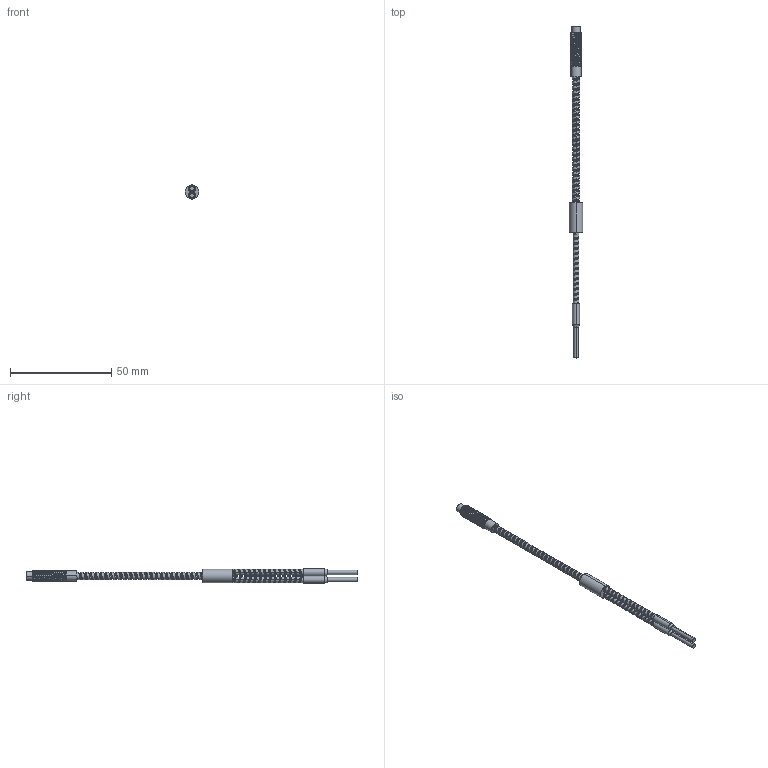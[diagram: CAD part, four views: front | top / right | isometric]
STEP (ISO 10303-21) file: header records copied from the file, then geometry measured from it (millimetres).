
FILE_DESCRIPTION((''),'2;1');
FILE_NAME('PG-620_ASM','2021-04-19T16:48:31',('Administrator'),(''),'CREO PARAMETRIC BY PTC INC, 2018400','CREO PARAMETRIC BY PTC INC, 2018400','');
FILE_SCHEMA(('CONFIG_CONTROL_DESIGN'));
Length unit declared in the file: millimetre
Products named in the file (3): PRT0001_; PRT0002_; PG-620_ASM
Assembly tree (2 placements, depth 2):
  PG-620_ASM
    PRT0001_
    PRT0002_
Bounding box: 6.8 x 164 x 7.1 mm (x, y, z)
Volume: 2344.1 mm3; surface area: 2940.9 mm2
Topology: 2 solids, 2 shells, 253 faces, 658 edges, 419 vertices
Faces by surface type: cylinder 159, bspline 63, plane 22, cone 9
Entity records: 22098 total; most frequent: CARTESIAN_POINT 16697, ORIENTED_EDGE 1316, DIRECTION 745, EDGE_CURVE 658, VERTEX_POINT 419, B_SPLINE_CURVE_WITH_KNOTS 360, EDGE_LOOP 263, FACE_OUTER_BOUND 253
